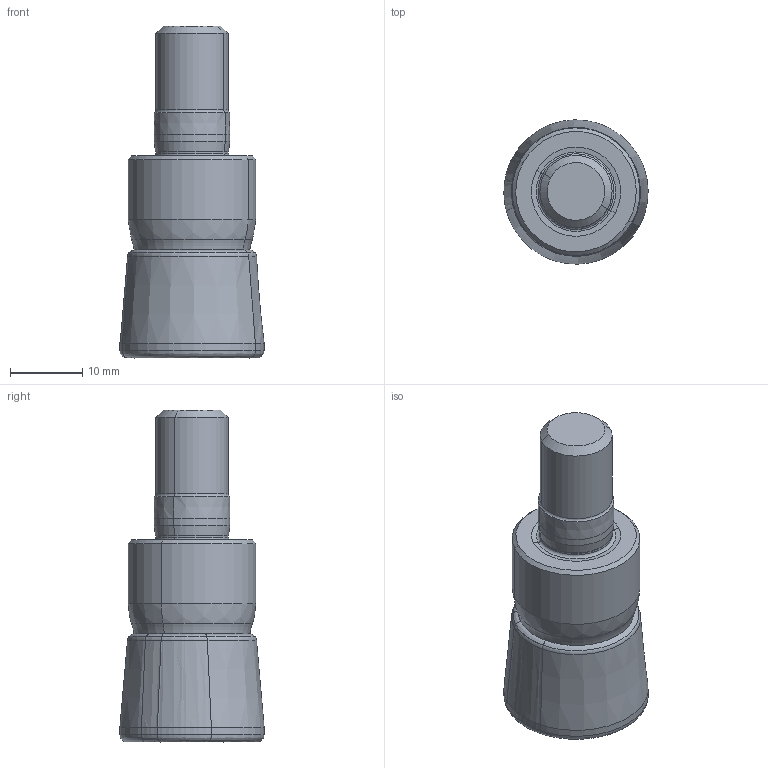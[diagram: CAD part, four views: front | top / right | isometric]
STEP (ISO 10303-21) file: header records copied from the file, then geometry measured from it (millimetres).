
FILE_DESCRIPTION(('CATIA V5 STEP Exchange'),'2;1');
FILE_NAME('Bm57984-FT_BS90 TE20.020 Z02 M10_Kollisionsmodell.stp','2019-08-28T11:23:29+00:00',('none'),('none'),'CATIA Version 5-6 Release 2016 SP5 HF39','CATIA V5 STEP AP203','none');
FILE_SCHEMA(('CONFIG_CONTROL_DESIGN'));
Length unit declared in the file: millimetre
Products named in the file (1): Part2
Bounding box: 20 x 20 x 46 mm (x, y, z)
Volume: 8700.7 mm3; surface area: 2919.2 mm2
Topology: 1 solids, 2 shells, 53 faces, 121 edges, 71 vertices
Faces by surface type: cone 14, revolution 14, cylinder 11, torus 10, sphere 2, plane 2
Entity records: 1542 total; most frequent: CARTESIAN_POINT 471, ORIENTED_EDGE 208, DIRECTION 157, EDGE_CURVE 112, AXIS2_PLACEMENT_3D 94, CIRCLE 72, VERTEX_POINT 63, EDGE_LOOP 54
